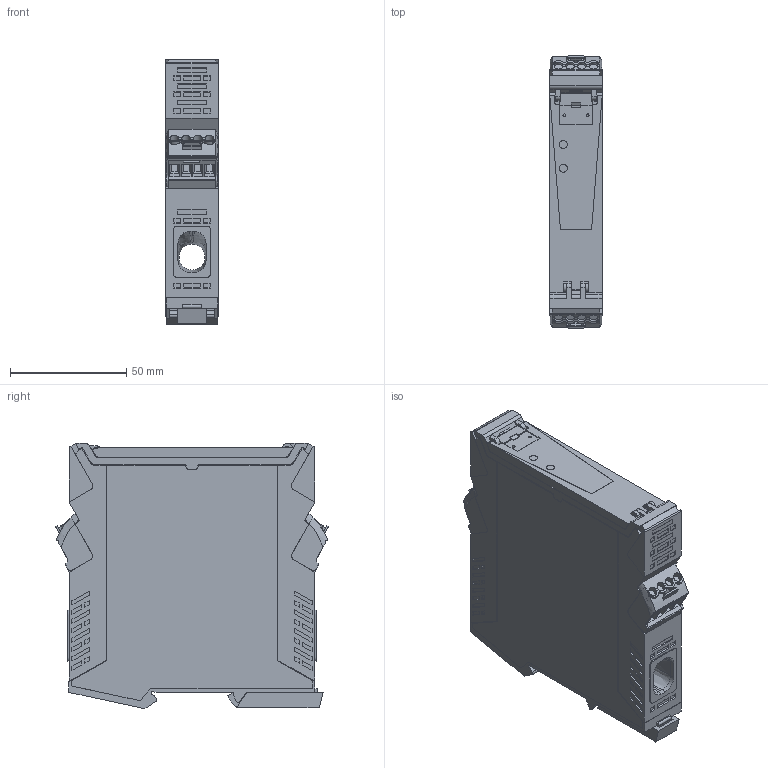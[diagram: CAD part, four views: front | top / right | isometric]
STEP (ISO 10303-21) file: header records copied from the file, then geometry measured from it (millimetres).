
FILE_DESCRIPTION(('CATIA V5 STEP Exchange','CAx-IF Rec.Pracs.--- Model Styling and Organization---1.4--- 2014-01-23'),'2;1');
FILE_NAME ('10235029_5', '2019-02-15T07:14:50+00:00', ('none'), ('Weidmueller'), 'CATIA Version 5-6 Release 2016 SP3 HF44', 'CATIA V5 STEP AP214', 'none');
FILE_SCHEMA(('AUTOMOTIVE_DESIGN { 1 0 10303 214 1 1 1 1 }'));
Products named in the file (1): 1510390000
Bounding box: 22.5 x 117.21 x 114.02 mm (x, y, z)
Volume: 242826.1 mm3; surface area: 57335.2 mm2
Topology: 29 solids, 29 shells, 1527 faces, 4407 edges, 3042 vertices
Faces by surface type: plane 1209, cylinder 235, extrusion 45, bspline 24, revolution 8, sphere 6
Entity records: 50513 total; most frequent: CARTESIAN_POINT 12155, ORIENTED_EDGE 8806, DIRECTION 5535, EDGE_CURVE 4398, VECTOR 3298, LINE 3253, VERTEX_POINT 3036, EDGE_LOOP 1659
